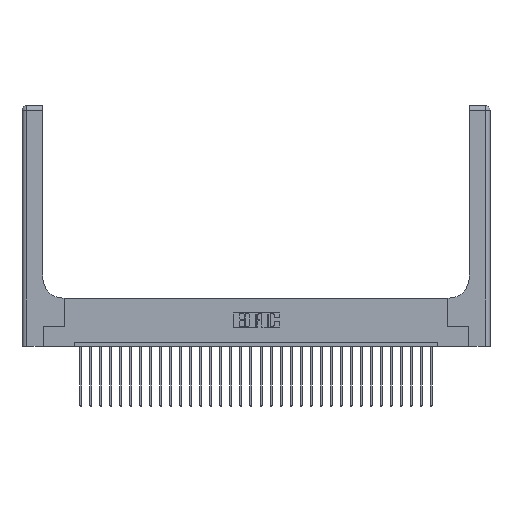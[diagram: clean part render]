
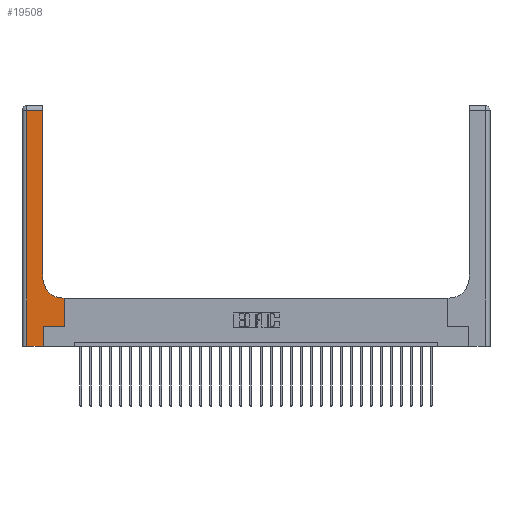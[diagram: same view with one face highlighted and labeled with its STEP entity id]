
A CAD part, top view. The second image highlights one B-rep face of the part: STEP entity #19508.
In plain terms, the highlighted planar face has unit normal (0, 0, 1).
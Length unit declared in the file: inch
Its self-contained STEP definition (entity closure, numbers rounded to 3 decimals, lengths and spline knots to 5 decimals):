
#307 = FACE_OUTER_BOUND ( 'NONE', #18371, .T. ) ;
#455 = DIRECTION ( 'NONE',  ( 0., 0., -1. ) ) ;
#752 = LINE ( 'NONE', #28054, #25405 ) ;
#807 = ORIENTED_EDGE ( 'NONE', *, *, #10509, .T. ) ;
#1228 = DIRECTION ( 'NONE',  ( 1., 0., 0. ) ) ;
#2164 = DIRECTION ( 'NONE',  ( 0., 1., 0. ) ) ;
#2545 = ORIENTED_EDGE ( 'NONE', *, *, #25882, .T. ) ;
#2746 = CARTESIAN_POINT ( 'NONE',  ( 0.51, 0.6, 0.37 ) ) ;
#2791 = DIRECTION ( 'NONE',  ( 0., 1., 0. ) ) ;
#2884 = CARTESIAN_POINT ( 'NONE',  ( 0.265, 0.25, 0.37 ) ) ;
#3279 = CARTESIAN_POINT ( 'NONE',  ( 0.51, 0.85, 0.37 ) ) ;
#3617 = VECTOR ( 'NONE', #14351, 39.37008 ) ;
#3844 = LINE ( 'NONE', #21216, #26466 ) ;
#4159 = LINE ( 'NONE', #19968, #24005 ) ;
#4187 = VECTOR ( 'NONE', #1228, 39.37008 ) ;
#4765 = VECTOR ( 'NONE', #28218, 39.37008 ) ;
#5368 = DIRECTION ( 'NONE',  ( -1., 0., 0. ) ) ;
#5469 = CARTESIAN_POINT ( 'NONE',  ( 0., 0., 0.37 ) ) ;
#5613 = AXIS2_PLACEMENT_3D ( 'NONE', #5653, #20953, #5368 ) ;
#5653 = CARTESIAN_POINT ( 'NONE',  ( 0., 3., 0.37 ) ) ;
#5707 = EDGE_CURVE ( 'NONE', #20011, #23034, #6149, .T. ) ;
#5864 = CARTESIAN_POINT ( 'NONE',  ( 0.265, 0., 0.37 ) ) ;
#6149 = LINE ( 'NONE', #8462, #4765 ) ;
#7148 = VECTOR ( 'NONE', #25015, 39.37008 ) ;
#7606 = DIRECTION ( 'NONE',  ( 1., 0., 0. ) ) ;
#8047 = CARTESIAN_POINT ( 'NONE',  ( 0.26, 0.85, 0.37 ) ) ;
#8394 = DIRECTION ( 'NONE',  ( 0., -1., 0. ) ) ;
#8397 = LINE ( 'NONE', #27508, #3617 ) ;
#8462 = CARTESIAN_POINT ( 'NONE',  ( 0., 2.94, 0.37 ) ) ;
#8476 = VERTEX_POINT ( 'NONE', #2884 ) ;
#8938 = CARTESIAN_POINT ( 'NONE',  ( 0.26, 0.6, 0.37 ) ) ;
#9080 = CARTESIAN_POINT ( 'NONE',  ( 0.26, 2.94, 0.37 ) ) ;
#9318 = DIRECTION ( 'NONE',  ( -1., 0., 0. ) ) ;
#10509 = EDGE_CURVE ( 'NONE', #16704, #17488, #11671, .T. ) ;
#11607 = VECTOR ( 'NONE', #9318, 39.37008 ) ;
#11671 = CIRCLE ( 'NONE', #14572, 0.25 ) ;
#11718 = VERTEX_POINT ( 'NONE', #19545 ) ;
#12953 = ORIENTED_EDGE ( 'NONE', *, *, #5707, .T. ) ;
#14304 = CARTESIAN_POINT ( 'NONE',  ( 0.265, 0.25, 0.37 ) ) ;
#14351 = DIRECTION ( 'NONE',  ( 0., 1., 0. ) ) ;
#14545 = EDGE_CURVE ( 'NONE', #17488, #20011, #8397, .T. ) ;
#14572 = AXIS2_PLACEMENT_3D ( 'NONE', #3279, #455, #7606 ) ;
#15017 = CARTESIAN_POINT ( 'NONE',  ( 0.528, 0.6, 0.37 ) ) ;
#15325 = ORIENTED_EDGE ( 'NONE', *, *, #25175, .T. ) ;
#15415 = VERTEX_POINT ( 'NONE', #5864 ) ;
#16704 = VERTEX_POINT ( 'NONE', #2746 ) ;
#17379 = ORIENTED_EDGE ( 'NONE', *, *, #18936, .T. ) ;
#17488 = VERTEX_POINT ( 'NONE', #8047 ) ;
#18247 = EDGE_CURVE ( 'NONE', #23034, #11718, #752, .T. ) ;
#18371 = EDGE_LOOP ( 'NONE', ( #26992, #12953, #21083, #18428, #2545, #15325, #26479, #17379, #807 ) ) ;
#18428 = ORIENTED_EDGE ( 'NONE', *, *, #19619, .T. ) ;
#18650 = PLANE ( 'NONE',  #5613 ) ;
#18936 = EDGE_CURVE ( 'NONE', #19792, #16704, #20863, .T. ) ;
#19508 = ADVANCED_FACE ( 'NONE', ( #307 ), #18650, .F. ) ;
#19545 = CARTESIAN_POINT ( 'NONE',  ( 0.06, 0., 0.37 ) ) ;
#19606 = CARTESIAN_POINT ( 'NONE',  ( 0.06, 2.94, 0.37 ) ) ;
#19619 = EDGE_CURVE ( 'NONE', #11718, #15415, #21854, .T. ) ;
#19792 = VERTEX_POINT ( 'NONE', #15017 ) ;
#19968 = CARTESIAN_POINT ( 'NONE',  ( 0.265, 0., 0.37 ) ) ;
#20011 = VERTEX_POINT ( 'NONE', #9080 ) ;
#20863 = LINE ( 'NONE', #8938, #11607 ) ;
#20872 = VERTEX_POINT ( 'NONE', #23103 ) ;
#20953 = DIRECTION ( 'NONE',  ( 0., 0., -1. ) ) ;
#21083 = ORIENTED_EDGE ( 'NONE', *, *, #18247, .T. ) ;
#21216 = CARTESIAN_POINT ( 'NONE',  ( 0.528, 0.25, 0.37 ) ) ;
#21854 = LINE ( 'NONE', #5469, #7148 ) ;
#23034 = VERTEX_POINT ( 'NONE', #19606 ) ;
#23103 = CARTESIAN_POINT ( 'NONE',  ( 0.528, 0.25, 0.37 ) ) ;
#24005 = VECTOR ( 'NONE', #2164, 39.37008 ) ;
#25015 = DIRECTION ( 'NONE',  ( 1., 0., 0. ) ) ;
#25175 = EDGE_CURVE ( 'NONE', #8476, #20872, #25784, .T. ) ;
#25224 = EDGE_CURVE ( 'NONE', #20872, #19792, #3844, .T. ) ;
#25405 = VECTOR ( 'NONE', #8394, 39.37008 ) ;
#25784 = LINE ( 'NONE', #14304, #4187 ) ;
#25882 = EDGE_CURVE ( 'NONE', #15415, #8476, #4159, .T. ) ;
#26466 = VECTOR ( 'NONE', #2791, 39.37008 ) ;
#26479 = ORIENTED_EDGE ( 'NONE', *, *, #25224, .T. ) ;
#26992 = ORIENTED_EDGE ( 'NONE', *, *, #14545, .T. ) ;
#27508 = CARTESIAN_POINT ( 'NONE',  ( 0.26, 3., 0.37 ) ) ;
#28054 = CARTESIAN_POINT ( 'NONE',  ( 0.06, 3., 0.37 ) ) ;
#28218 = DIRECTION ( 'NONE',  ( -1., 0., 0. ) ) ;
